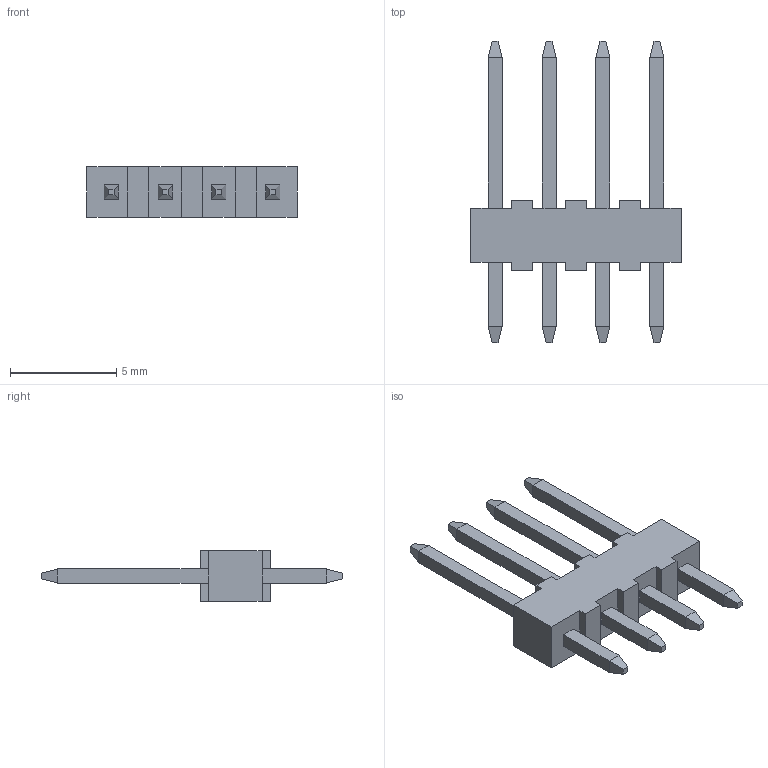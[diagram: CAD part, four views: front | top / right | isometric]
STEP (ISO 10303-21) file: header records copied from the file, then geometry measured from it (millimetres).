
FILE_DESCRIPTION((''),'2;1');
FILE_NAME('022032041','2014-06-05T',('me'),(''),'PRO/ENGINEER BY PARAMETRIC TECHNOLOGY CORPORATION, 2011490','PRO/ENGINEER BY PARAMETRIC TECHNOLOGY CORPORATION, 2011490','');
FILE_SCHEMA(('CONFIG_CONTROL_DESIGN'));
Length unit declared in the file: inch
Products named in the file (1): 022032041
Bounding box: 9.91 x 14.22 x 2.36 mm (x, y, z)
Volume: 84.1 mm3; surface area: 240.9 mm2
Topology: 1 solids, 1 shells, 102 faces, 252 edges, 160 vertices
Faces by surface type: plane 102
Entity records: 2961 total; most frequent: CARTESIAN_POINT 507, ORIENTED_EDGE 488, DIRECTION 466, VECTOR 244, LINE 244, EDGE_CURVE 244, VERTEX_POINT 152, AXIS2_PLACEMENT_3D 111
